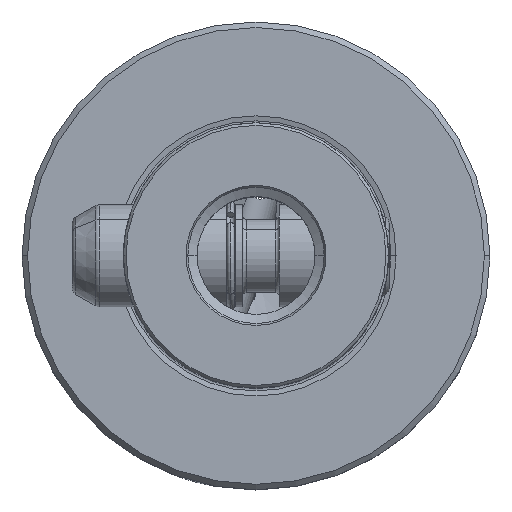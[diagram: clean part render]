
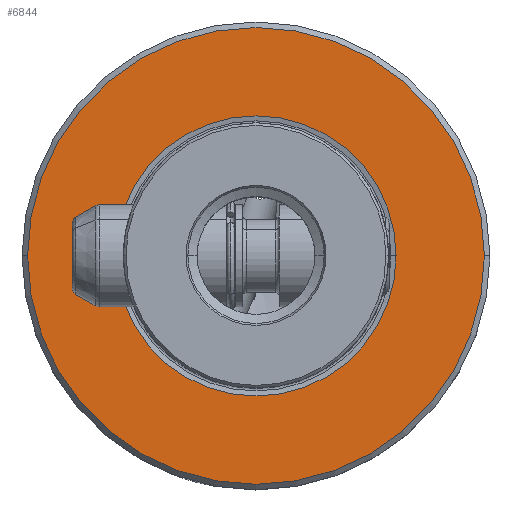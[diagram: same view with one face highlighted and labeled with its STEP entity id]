
A CAD part, top view. The second image highlights one B-rep face of the part: STEP entity #6844.
In plain terms, the highlighted planar face has unit normal (0, 0, 1).
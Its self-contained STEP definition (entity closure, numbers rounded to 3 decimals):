
#4212=EDGE_CURVE('NONE',#6804,#6280,#10782,.T.);
#5678=EDGE_CURVE('NONE',#6280,#6804,#12423,.T.);
#6280=VERTEX_POINT('NONE',#13086);
#6550=EDGE_CURVE('NONE',#7094,#7606,#13388,.F.);
#6804=VERTEX_POINT('NONE',#13671);
#6844=ADVANCED_FACE('NONE',(#13713,#13714),#13715,.T.);
#7094=VERTEX_POINT('NONE',#13990);
#7606=VERTEX_POINT('NONE',#14547);
#9102=EDGE_CURVE('NONE',#7606,#7094,#16197,.F.);
#10782=CIRCLE('',#18779,31.0);
#12423=CIRCLE('',#21592,31.0);
#13086=CARTESIAN_POINT('',(-31.0,0.,0.0));
#13388=CIRCLE('',#23310,19.012);
#13671=CARTESIAN_POINT('',(31.0,0.,0.0));
#13713=FACE_OUTER_BOUND('',#23961,.T.);
#13714=FACE_BOUND('',#23962,.T.);
#13715=PLANE('',#23963);
#13990=CARTESIAN_POINT('',(19.012,0.,0.0));
#14547=CARTESIAN_POINT('',(-19.012,0.,0.0));
#16197=CIRCLE('',#29186,19.012);
#18779=AXIS2_PLACEMENT_3D('',#31821,#31822,#31823);
#21592=AXIS2_PLACEMENT_3D('',#33841,#33842,#33843);
#23310=AXIS2_PLACEMENT_3D('',#34969,#34970,#34971);
#23961=EDGE_LOOP('',(#35323,#35324));
#23962=EDGE_LOOP('',(#35325,#35326));
#23963=AXIS2_PLACEMENT_3D('',#35327,#35328,#35329);
#29186=AXIS2_PLACEMENT_3D('',#38246,#38247,#38248);
#31821=CARTESIAN_POINT('',(0.0,0.0,0.0));
#31822=DIRECTION('',(0.0,0.0,-1.0));
#31823=DIRECTION('',(-1.0,0.,0.0));
#33841=CARTESIAN_POINT('',(0.0,0.0,0.0));
#33842=DIRECTION('',(0.0,0.0,-1.0));
#33843=DIRECTION('',(-1.0,0.,0.0));
#34969=CARTESIAN_POINT('',(0.0,0.0,0.0));
#34970=DIRECTION('',(0.0,0.0,-1.0));
#34971=DIRECTION('',(1.0,0.,0.0));
#35323=ORIENTED_EDGE('',*,*,#5678,.F.);
#35324=ORIENTED_EDGE('',*,*,#4212,.F.);
#35325=ORIENTED_EDGE('',*,*,#6550,.F.);
#35326=ORIENTED_EDGE('',*,*,#9102,.F.);
#35327=CARTESIAN_POINT('',(-33.0,0.0,0.0));
#35328=DIRECTION('',(-0.0,0.0,1.0));
#35329=DIRECTION('',(0.0,1.0,0.0));
#38246=CARTESIAN_POINT('',(0.0,0.0,0.0));
#38247=DIRECTION('',(0.0,0.0,-1.0));
#38248=DIRECTION('',(1.0,0.,0.0));
